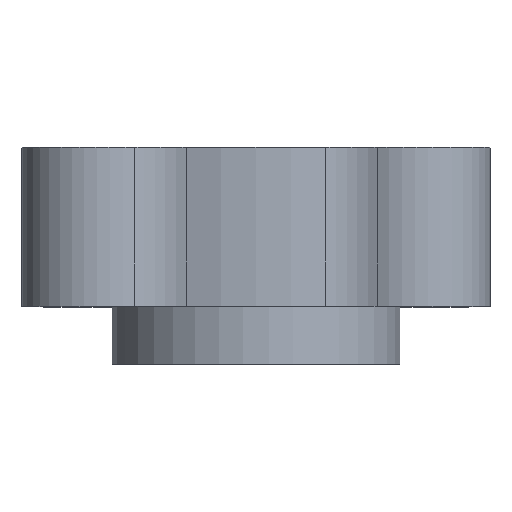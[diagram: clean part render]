
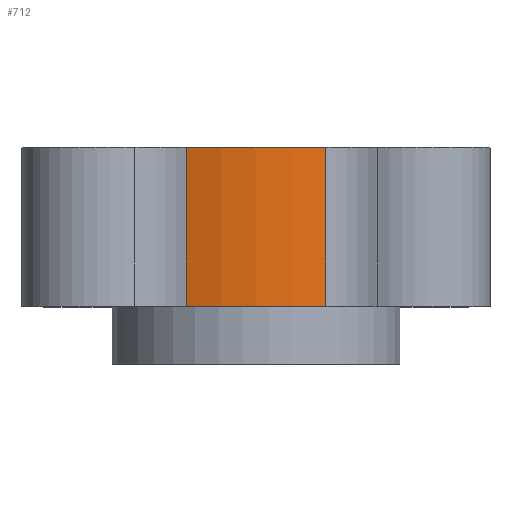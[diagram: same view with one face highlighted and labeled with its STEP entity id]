
A CAD part, top view. The second image highlights one B-rep face of the part: STEP entity #712.
In plain terms, the highlighted cylindrical face has radius 10.16 mm (diameter 20.32 mm), a partial arc.
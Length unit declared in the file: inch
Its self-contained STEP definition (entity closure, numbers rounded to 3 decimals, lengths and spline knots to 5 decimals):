
#8 = DIRECTION ( 'NONE',  ( 0., 0., 1. ) ) ;
#40 = AXIS2_PLACEMENT_3D ( 'NONE', #338, #1383, #481 ) ;
#76 = ORIENTED_EDGE ( 'NONE', *, *, #1333, .T. ) ;
#104 = CIRCLE ( 'NONE', #1371, 0.4 ) ;
#171 = LINE ( 'NONE', #670, #1726 ) ;
#255 = DIRECTION ( 'NONE',  ( 0., 1., 0. ) ) ;
#338 = CARTESIAN_POINT ( 'NONE',  ( 0., 0.375, 0. ) ) ;
#481 = DIRECTION ( 'NONE',  ( 0., 0., 1. ) ) ;
#544 = DIRECTION ( 'NONE',  ( 0., 1., 0. ) ) ;
#566 = CYLINDRICAL_SURFACE ( 'NONE', #1019, 0.4 ) ;
#595 = ORIENTED_EDGE ( 'NONE', *, *, #731, .T. ) ;
#665 = FACE_OUTER_BOUND ( 'NONE', #1588, .T. ) ;
#670 = CARTESIAN_POINT ( 'NONE',  ( -0.12095, 0.375, 0.38128 ) ) ;
#672 = CARTESIAN_POINT ( 'NONE',  ( -0.12095, 0.375, 0.38128 ) ) ;
#712 = ADVANCED_FACE ( 'NONE', ( #665 ), #566, .T. ) ;
#718 = CARTESIAN_POINT ( 'NONE',  ( 0.12095, 0.1, 0.38128 ) ) ;
#731 = EDGE_CURVE ( 'NONE', #1077, #1565, #1370, .T. ) ;
#855 = DIRECTION ( 'NONE',  ( 0., 0., -1. ) ) ;
#983 = VECTOR ( 'NONE', #255, 39.37008 ) ;
#996 = CARTESIAN_POINT ( 'NONE',  ( 0., 0.1, 0. ) ) ;
#1019 = AXIS2_PLACEMENT_3D ( 'NONE', #1291, #1895, #855 ) ;
#1077 = VERTEX_POINT ( 'NONE', #718 ) ;
#1098 = EDGE_CURVE ( 'NONE', #1613, #1077, #104, .T. ) ;
#1131 = DIRECTION ( 'NONE',  ( 0., -1., 0. ) ) ;
#1193 = VERTEX_POINT ( 'NONE', #672 ) ;
#1229 = EDGE_CURVE ( 'NONE', #1193, #1565, #1824, .T. ) ;
#1291 = CARTESIAN_POINT ( 'NONE',  ( 0., 0.375, 0. ) ) ;
#1308 = CARTESIAN_POINT ( 'NONE',  ( 0.12095, 0.375, 0.38128 ) ) ;
#1333 = EDGE_CURVE ( 'NONE', #1193, #1613, #171, .T. ) ;
#1370 = LINE ( 'NONE', #1308, #983 ) ;
#1371 = AXIS2_PLACEMENT_3D ( 'NONE', #996, #544, #8 ) ;
#1383 = DIRECTION ( 'NONE',  ( 0., 1., 0. ) ) ;
#1436 = ORIENTED_EDGE ( 'NONE', *, *, #1229, .F. ) ;
#1492 = ORIENTED_EDGE ( 'NONE', *, *, #1098, .T. ) ;
#1565 = VERTEX_POINT ( 'NONE', #1771 ) ;
#1588 = EDGE_LOOP ( 'NONE', ( #1436, #76, #1492, #595 ) ) ;
#1613 = VERTEX_POINT ( 'NONE', #1794 ) ;
#1726 = VECTOR ( 'NONE', #1131, 39.37008 ) ;
#1771 = CARTESIAN_POINT ( 'NONE',  ( 0.12095, 0.375, 0.38128 ) ) ;
#1794 = CARTESIAN_POINT ( 'NONE',  ( -0.12095, 0.1, 0.38128 ) ) ;
#1824 = CIRCLE ( 'NONE', #40, 0.4 ) ;
#1895 = DIRECTION ( 'NONE',  ( 0., -1., 0. ) ) ;
